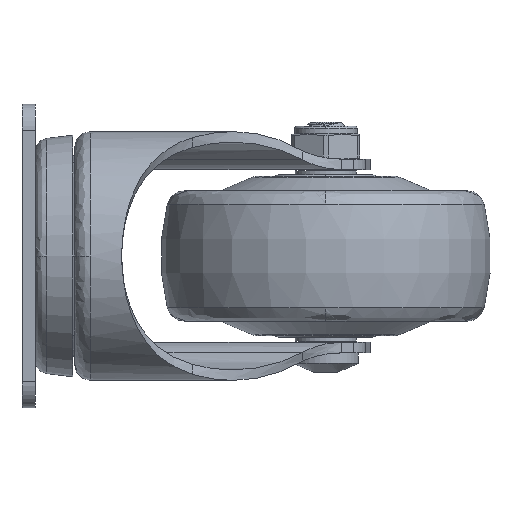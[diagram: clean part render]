
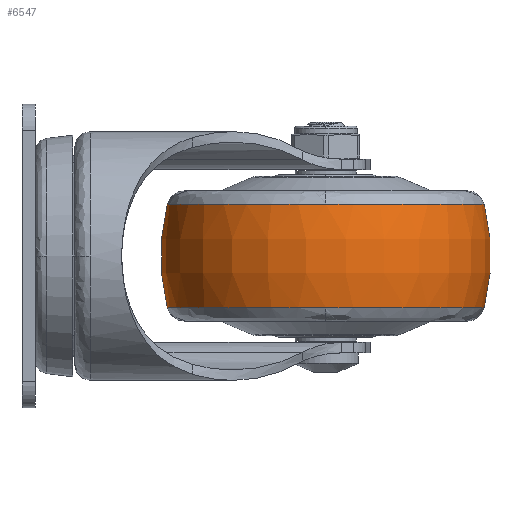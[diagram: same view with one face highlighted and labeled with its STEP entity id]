
A CAD part, left-side view. The second image highlights one B-rep face of the part: STEP entity #6547.
In plain terms, the highlighted toroidal (fillet/blend) face has major radius 8.5 mm and minor radius 40 mm.
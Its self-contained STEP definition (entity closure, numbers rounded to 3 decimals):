
#674 = CIRCLE ( 'NONE', #8283, 30.265 ) ;
#1002 = EDGE_CURVE ( 'NONE', #6972, #6886, #674, .T. ) ;
#1053 = CARTESIAN_POINT ( 'NONE',  ( -9.863, -30.265, 0. ) ) ;
#1736 = CIRCLE ( 'NONE', #12671, 30.265 ) ;
#1784 = VERTEX_POINT ( 'NONE', #9126 ) ;
#2018 = EDGE_LOOP ( 'NONE', ( #15102, #3178, #7002, #14410, #4682, #9223 ) ) ;
#2203 = FACE_OUTER_BOUND ( 'NONE', #2018, .T. ) ;
#2347 = VERTEX_POINT ( 'NONE', #1053 ) ;
#2847 = CIRCLE ( 'NONE', #11173, 30.265 ) ;
#3016 = CIRCLE ( 'NONE', #10501, 40. ) ;
#3178 = ORIENTED_EDGE ( 'NONE', *, *, #9329, .T. ) ;
#3272 = DIRECTION ( 'NONE',  ( -1., 0., 0. ) ) ;
#3319 = DIRECTION ( 'NONE',  ( 0., 0.998, -0.063 ) ) ;
#3333 = CARTESIAN_POINT ( 'NONE',  ( 0., 0., 8.5 ) ) ;
#3634 = CARTESIAN_POINT ( 'NONE',  ( -9.863, 0., 0. ) ) ;
#3812 = CIRCLE ( 'NONE', #9412, 30.265 ) ;
#4682 = ORIENTED_EDGE ( 'NONE', *, *, #1002, .T. ) ;
#4950 = TOROIDAL_SURFACE ( 'NONE', #13537, -8.5, 40. ) ;
#5514 = CARTESIAN_POINT ( 'NONE',  ( 9.863, 0., 0. ) ) ;
#5968 = DIRECTION ( 'NONE',  ( 1., 0., 0. ) ) ;
#6089 = VERTEX_POINT ( 'NONE', #8840 ) ;
#6274 = CARTESIAN_POINT ( 'NONE',  ( -9.863, 0., 0. ) ) ;
#6547 = ADVANCED_FACE ( 'NONE', ( #2203 ), #4950, .T. ) ;
#6859 = CARTESIAN_POINT ( 'NONE',  ( 0., 0., -8.5 ) ) ;
#6886 = VERTEX_POINT ( 'NONE', #10019 ) ;
#6972 = VERTEX_POINT ( 'NONE', #8819 ) ;
#7002 = ORIENTED_EDGE ( 'NONE', *, *, #14143, .T. ) ;
#7147 = CARTESIAN_POINT ( 'NONE',  ( 0., 0., 0. ) ) ;
#8034 = DIRECTION ( 'NONE',  ( 0., 0., 1. ) ) ;
#8283 = AXIS2_PLACEMENT_3D ( 'NONE', #5514, #8831, #14764 ) ;
#8819 = CARTESIAN_POINT ( 'NONE',  ( 9.863, 0., -30.265 ) ) ;
#8831 = DIRECTION ( 'NONE',  ( -1., 0., 0. ) ) ;
#8840 = CARTESIAN_POINT ( 'NONE',  ( -9.863, 0., 30.265 ) ) ;
#8918 = CIRCLE ( 'NONE', #11076, 40. ) ;
#9088 = VERTEX_POINT ( 'NONE', #14965 ) ;
#9126 = CARTESIAN_POINT ( 'NONE',  ( -9.863, 0., -30.265 ) ) ;
#9223 = ORIENTED_EDGE ( 'NONE', *, *, #12981, .T. ) ;
#9329 = EDGE_CURVE ( 'NONE', #6089, #2347, #3812, .T. ) ;
#9412 = AXIS2_PLACEMENT_3D ( 'NONE', #3634, #9461, #15265 ) ;
#9461 = DIRECTION ( 'NONE',  ( 1., 0., 0. ) ) ;
#9961 = DIRECTION ( 'NONE',  ( 0., 0.998, -0.063 ) ) ;
#10019 = CARTESIAN_POINT ( 'NONE',  ( 9.863, -30.265, 0. ) ) ;
#10501 = AXIS2_PLACEMENT_3D ( 'NONE', #6859, #15085, #8034 ) ;
#10525 = CARTESIAN_POINT ( 'NONE',  ( 9.863, 0., 0. ) ) ;
#11076 = AXIS2_PLACEMENT_3D ( 'NONE', #3333, #11584, #12762 ) ;
#11173 = AXIS2_PLACEMENT_3D ( 'NONE', #10525, #3272, #3319 ) ;
#11584 = DIRECTION ( 'NONE',  ( 0., -1., 0. ) ) ;
#11650 = EDGE_CURVE ( 'NONE', #1784, #6972, #8918, .T. ) ;
#12134 = DIRECTION ( 'NONE',  ( 1., 0., 0. ) ) ;
#12671 = AXIS2_PLACEMENT_3D ( 'NONE', #6274, #12134, #9961 ) ;
#12762 = DIRECTION ( 'NONE',  ( 0., 0., -1. ) ) ;
#12981 = EDGE_CURVE ( 'NONE', #6886, #9088, #2847, .T. ) ;
#13127 = DIRECTION ( 'NONE',  ( 0., 0., -1. ) ) ;
#13537 = AXIS2_PLACEMENT_3D ( 'NONE', #7147, #5968, #13127 ) ;
#14143 = EDGE_CURVE ( 'NONE', #2347, #1784, #1736, .T. ) ;
#14410 = ORIENTED_EDGE ( 'NONE', *, *, #11650, .T. ) ;
#14764 = DIRECTION ( 'NONE',  ( 0., 0.998, -0.063 ) ) ;
#14899 = EDGE_CURVE ( 'NONE', #6089, #9088, #3016, .T. ) ;
#14965 = CARTESIAN_POINT ( 'NONE',  ( 9.863, 0., 30.265 ) ) ;
#15085 = DIRECTION ( 'NONE',  ( 0., 1., 0. ) ) ;
#15102 = ORIENTED_EDGE ( 'NONE', *, *, #14899, .F. ) ;
#15265 = DIRECTION ( 'NONE',  ( 0., 0.998, -0.063 ) ) ;
